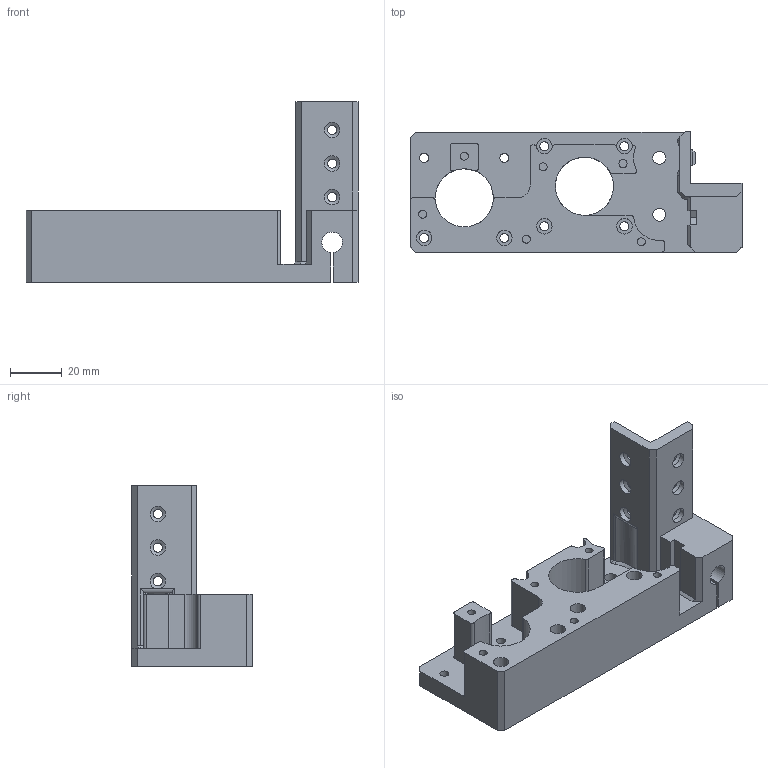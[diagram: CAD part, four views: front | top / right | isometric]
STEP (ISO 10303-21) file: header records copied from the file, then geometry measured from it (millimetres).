
FILE_DESCRIPTION(/* description */ ('STEP AP242','CAx-IF Rec.Pracs.---Representation and Presentation of Product Manufacturing Information (PMI)---4.0---2014-10-13','CAx-IF Rec.Pracs.---3D Tessellated Geometry---0.4---2014-09-14','2;1'),/* implementation_level */ '2;1');
FILE_NAME(/* name */ '688aed5fdc4a0e576abdade7',/* time_stamp */ '2025-07-31T04:13:20Z',/* author */ (''),/* organization */ (''),/* preprocessor_version */ 'ST-DEVELOPER v20',/* originating_system */ 'ONSHAPE BY PTC INC, 1.201',/* authorisation */ ' ');
FILE_SCHEMA (('AP242_MANAGED_MODEL_BASED_3D_ENGINEERING_MIM_LF { 1 0 10303 442 1 1 4 }'));
Length unit declared in the file: metre
Products named in the file (1): RBase
Bounding box: 128.5 x 46.5 x 70 mm (x, y, z)
Volume: 90477.6 mm3; surface area: 32650.4 mm2
Topology: 1 solids, 1 shells, 159 faces, 432 edges, 285 vertices
Faces by surface type: plane 85, cylinder 65, cone 9
Full cylindrical faces by diameter (mm): 3.1 x6, 3.5 x16, 5 x2, 6 x13, 22.5 x2
Entity records: 4742 total; most frequent: DIRECTION 822, CARTESIAN_POINT 804, ORIENTED_EDGE 736, EDGE_CURVE 368, AXIS2_PLACEMENT_3D 296, VERTEX_POINT 266, EDGE_LOOP 254, FACE_BOUND 254
